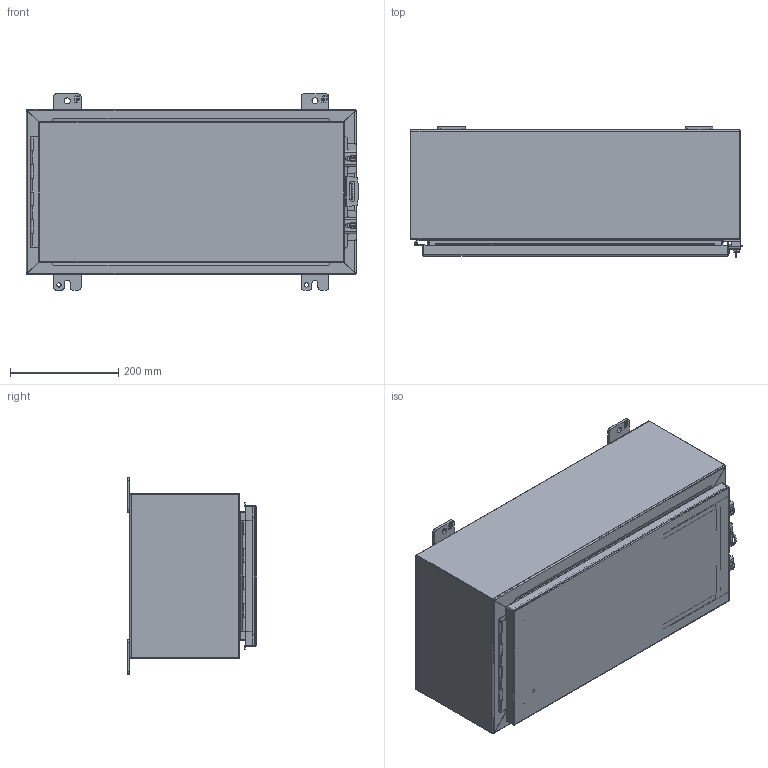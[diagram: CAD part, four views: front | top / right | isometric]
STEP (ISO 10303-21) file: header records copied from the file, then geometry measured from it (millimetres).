
FILE_DESCRIPTION (( 'STEP AP214' ), '1' );
FILE_NAME ('1418A8.STEP', '2019-10-16T22:15:25', ( '' ), ( '' ), 'SwSTEP 2.0', 'SolidWorks 2019', '' );
FILE_SCHEMA (( 'AUTOMOTIVE_DESIGN' ));
Length unit declared in the file: inch
Products named in the file (1): 1418A8
Bounding box: 612.77 x 239.7 x 361.95 mm (x, y, z)
Volume: 2077813.4 mm3; surface area: 2127087.7 mm2
Topology: 37 solids, 37 shells, 929 faces, 2308 edges, 1478 vertices
Faces by surface type: plane 636, cylinder 241, bspline 40, sphere 8, cone 4
Full cylindrical faces by diameter (mm): 2.54 x1, 3.175 x1, 5.41 x2, 6.198 x2, 6.35 x2, 6.731 x2, 7.137 x2, 7.805 x2, 7.937 x4, 8.382 x4, 9.525 x4, 9.906 x2, 11.113 x4, 11.303 x2, 12.7 x6, 16.51 x4, 25.4 x2
Entity records: 41012 total; most frequent: CARTESIAN_POINT 7454, ORIENTED_EDGE 4476, DIRECTION 4328, EDGE_CURVE 2238, VECTOR 1696, LINE 1696, VERTEX_POINT 1478, AXIS2_PLACEMENT_3D 1316
